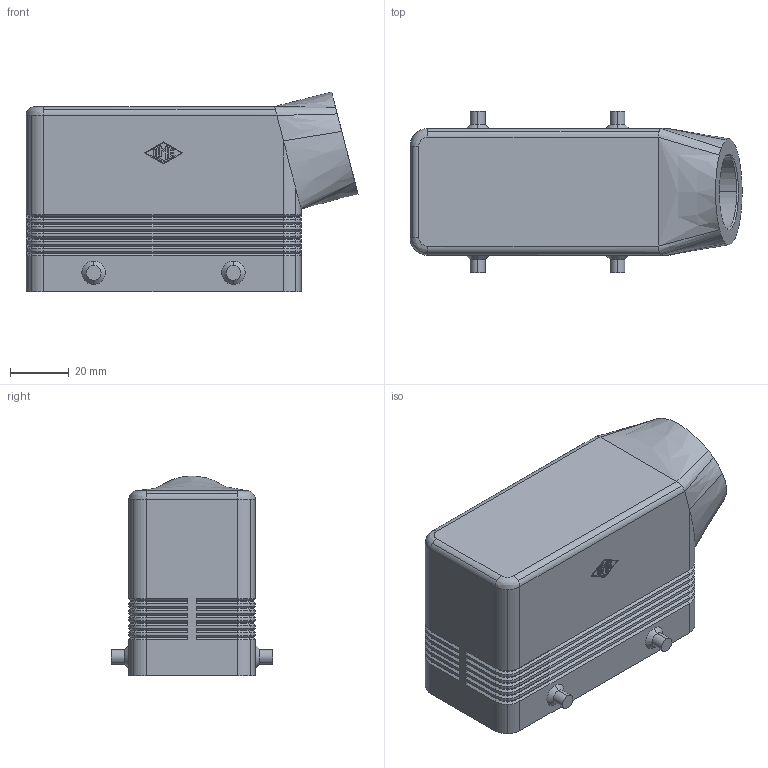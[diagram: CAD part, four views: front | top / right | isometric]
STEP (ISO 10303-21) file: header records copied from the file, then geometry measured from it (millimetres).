
FILE_DESCRIPTION((''),'2;1');
FILE_NAME('MMO 06.25.stp','2007-01-05T12:24:26',('gembarski'),(''),'Autodesk Inventor 7','Autodesk Inventor 7','');
FILE_SCHEMA(('AUTOMOTIVE_DESIGN { 1 0 10303 214 1 1 1 1 }'));
Length unit declared in the file: millimetre
Products named in the file (1): CHO Tüllengehäuse 2 Bügel für einen Einsatz
Bounding box: 112.85 x 55 x 67.96 mm (x, y, z)
Volume: 82302.1 mm3; surface area: 43140.4 mm2
Topology: 1 solids, 1 shells, 495 faces, 1161 edges, 678 vertices
Faces by surface type: plane 184, cylinder 111, cone 102, bspline 94, torus 4
Entity records: 14744 total; most frequent: CARTESIAN_POINT 3607, DIRECTION 2306, ORIENTED_EDGE 2306, EDGE_CURVE 1153, VECTOR 776, LINE 776, AXIS2_PLACEMENT_3D 765, VERTEX_POINT 678
